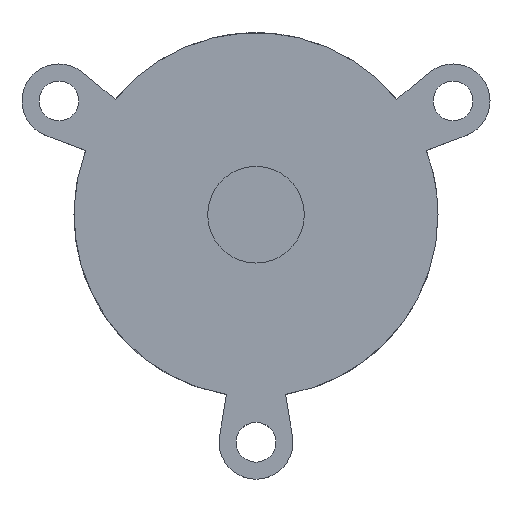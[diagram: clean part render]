
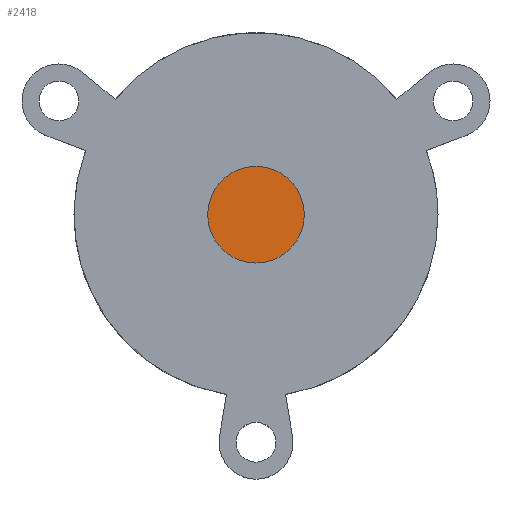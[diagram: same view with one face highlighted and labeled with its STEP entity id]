
A CAD part, top view. The second image highlights one B-rep face of the part: STEP entity #2418.
In plain terms, the highlighted planar face has unit normal (0, 0, 1).
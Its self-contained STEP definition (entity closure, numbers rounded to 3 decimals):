
#2042 = CYLINDRICAL_SURFACE('',#2043,15.);
#2043 = AXIS2_PLACEMENT_3D('',#2044,#2045,#2046);
#2044 = CARTESIAN_POINT('',(0.,0.,2.));
#2045 = DIRECTION('',(-0.,-0.,-1.));
#2046 = DIRECTION('',(1.,0.,0.));
#2363 = EDGE_CURVE('',#2364,#2364,#2366,.T.);
#2364 = VERTEX_POINT('',#2365);
#2365 = CARTESIAN_POINT('',(15.,0.,2.));
#2366 = SURFACE_CURVE('',#2367,(#2372,#2379),.PCURVE_S1.);
#2367 = CIRCLE('',#2368,15.);
#2368 = AXIS2_PLACEMENT_3D('',#2369,#2370,#2371);
#2369 = CARTESIAN_POINT('',(0.,0.,2.));
#2370 = DIRECTION('',(0.,0.,1.));
#2371 = DIRECTION('',(1.,0.,0.));
#2372 = PCURVE('',#2042,#2373);
#2373 = DEFINITIONAL_REPRESENTATION('',(#2374),#2378);
#2374 = LINE('',#2375,#2376);
#2375 = CARTESIAN_POINT('',(-0.,0.));
#2376 = VECTOR('',#2377,1.);
#2377 = DIRECTION('',(-1.,0.));
#2378 = ( GEOMETRIC_REPRESENTATION_CONTEXT(2) 
PARAMETRIC_REPRESENTATION_CONTEXT() REPRESENTATION_CONTEXT('2D SPACE',''
  ) );
#2379 = PCURVE('',#2380,#2385);
#2380 = PLANE('',#2381);
#2381 = AXIS2_PLACEMENT_3D('',#2382,#2383,#2384);
#2382 = CARTESIAN_POINT('',(0.,0.,2.));
#2383 = DIRECTION('',(0.,0.,1.));
#2384 = DIRECTION('',(1.,0.,0.));
#2385 = DEFINITIONAL_REPRESENTATION('',(#2386),#2390);
#2386 = CIRCLE('',#2387,15.);
#2387 = AXIS2_PLACEMENT_2D('',#2388,#2389);
#2388 = CARTESIAN_POINT('',(0.,0.));
#2389 = DIRECTION('',(1.,0.));
#2390 = ( GEOMETRIC_REPRESENTATION_CONTEXT(2) 
PARAMETRIC_REPRESENTATION_CONTEXT() REPRESENTATION_CONTEXT('2D SPACE',''
  ) );
#2418 = ADVANCED_FACE('',(#2419),#2380,.T.);
#2419 = FACE_BOUND('',#2420,.T.);
#2420 = EDGE_LOOP('',(#2421));
#2421 = ORIENTED_EDGE('',*,*,#2363,.T.);
